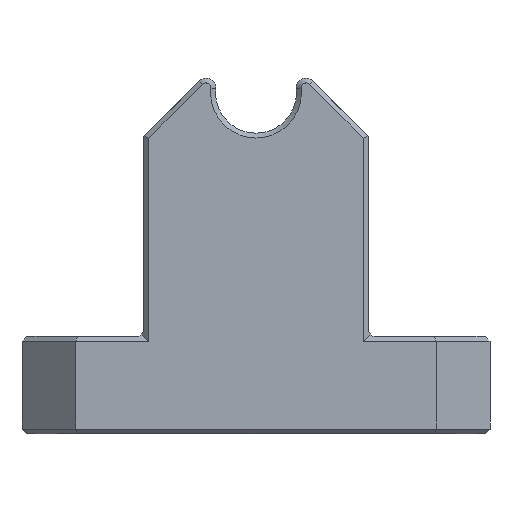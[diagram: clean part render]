
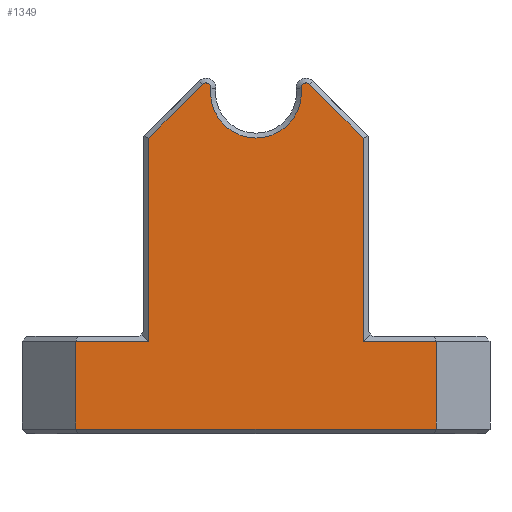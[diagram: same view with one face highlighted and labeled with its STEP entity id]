
A CAD part, front view. The second image highlights one B-rep face of the part: STEP entity #1349.
In plain terms, the highlighted planar face has unit normal (0, -1, 0).
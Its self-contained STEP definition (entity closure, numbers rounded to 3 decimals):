
#87=LINE('',#2008,#235);
#119=LINE('',#2095,#267);
#130=LINE('',#2117,#278);
#137=LINE('',#2132,#285);
#139=LINE('',#2136,#287);
#140=LINE('',#2138,#288);
#141=LINE('',#2139,#289);
#142=LINE('',#2141,#290);
#143=LINE('',#2142,#291);
#235=VECTOR('',#1631,1.);
#267=VECTOR('',#1725,1.);
#278=VECTOR('',#1746,1.);
#285=VECTOR('',#1761,1.);
#287=VECTOR('',#1765,1.);
#288=VECTOR('',#1766,1.);
#289=VECTOR('',#1767,1.);
#290=VECTOR('',#1768,1.);
#291=VECTOR('',#1769,1.);
#362=PLANE('',#1470);
#435=FACE_OUTER_BOUND('',#512,.T.);
#512=EDGE_LOOP('',(#1105,#1106,#1107,#1108,#1109,#1110,#1111,#1112,#1113,
#1114,#1115,#1116));
#559=CIRCLE('',#1452,0.5);
#560=CIRCLE('',#1454,4.65);
#561=CIRCLE('',#1456,0.5);
#615=VERTEX_POINT('',#1999);
#618=VERTEX_POINT('',#2007);
#635=VERTEX_POINT('',#2067);
#636=VERTEX_POINT('',#2069);
#637=VERTEX_POINT('',#2073);
#638=VERTEX_POINT('',#2077);
#642=VERTEX_POINT('',#2093);
#648=VERTEX_POINT('',#2115);
#652=VERTEX_POINT('',#2131);
#653=VERTEX_POINT('',#2135);
#654=VERTEX_POINT('',#2137);
#655=VERTEX_POINT('',#2140);
#750=EDGE_CURVE('',#615,#618,#87,.T.);
#781=EDGE_CURVE('',#635,#636,#559,.T.);
#783=EDGE_CURVE('',#636,#637,#560,.F.);
#785=EDGE_CURVE('',#637,#638,#561,.T.);
#794=EDGE_CURVE('',#618,#642,#119,.T.);
#805=EDGE_CURVE('',#648,#635,#130,.F.);
#812=EDGE_CURVE('',#615,#652,#137,.T.);
#814=EDGE_CURVE('',#653,#652,#139,.F.);
#815=EDGE_CURVE('',#654,#653,#140,.T.);
#816=EDGE_CURVE('',#638,#654,#141,.T.);
#817=EDGE_CURVE('',#655,#648,#142,.F.);
#818=EDGE_CURVE('',#642,#655,#143,.F.);
#1105=ORIENTED_EDGE('',*,*,#814,.F.);
#1106=ORIENTED_EDGE('',*,*,#815,.F.);
#1107=ORIENTED_EDGE('',*,*,#816,.F.);
#1108=ORIENTED_EDGE('',*,*,#785,.F.);
#1109=ORIENTED_EDGE('',*,*,#783,.F.);
#1110=ORIENTED_EDGE('',*,*,#781,.F.);
#1111=ORIENTED_EDGE('',*,*,#805,.F.);
#1112=ORIENTED_EDGE('',*,*,#817,.F.);
#1113=ORIENTED_EDGE('',*,*,#818,.F.);
#1114=ORIENTED_EDGE('',*,*,#794,.F.);
#1115=ORIENTED_EDGE('',*,*,#750,.F.);
#1116=ORIENTED_EDGE('',*,*,#812,.T.);
#1349=ADVANCED_FACE('',(#435),#362,.F.);
#1452=AXIS2_PLACEMENT_3D('',#2070,#1697,#1698);
#1454=AXIS2_PLACEMENT_3D('',#2074,#1702,#1703);
#1456=AXIS2_PLACEMENT_3D('',#2078,#1707,#1708);
#1470=AXIS2_PLACEMENT_3D('',#2134,#1763,#1764);
#1631=DIRECTION('',(-1.,0.,0.));
#1697=DIRECTION('center_axis',(0.,1.,0.));
#1698=DIRECTION('ref_axis',(0.,0.,-1.));
#1702=DIRECTION('center_axis',(0.,1.,0.));
#1703=DIRECTION('ref_axis',(0.,0.,-1.));
#1707=DIRECTION('center_axis',(0.,1.,0.));
#1708=DIRECTION('ref_axis',(0.,0.,-1.));
#1725=DIRECTION('',(0.,0.,1.));
#1746=DIRECTION('',(-0.707,0.,-0.707));
#1761=DIRECTION('',(0.,0.,1.));
#1763=DIRECTION('center_axis',(0.,1.,0.));
#1764=DIRECTION('ref_axis',(-1.,0.,0.));
#1765=DIRECTION('',(-1.,0.,0.));
#1766=DIRECTION('',(0.,0.,-1.));
#1767=DIRECTION('',(0.707,0.,-0.707));
#1768=DIRECTION('',(0.,0.,-1.));
#1769=DIRECTION('',(-1.,0.,0.));
#1999=CARTESIAN_POINT('',(18.5,-10.,-34.5));
#2007=CARTESIAN_POINT('',(-18.5,-10.,-34.5));
#2008=CARTESIAN_POINT('',(0.,-10.,-34.5));
#2067=CARTESIAN_POINT('',(-5.479,-10.,0.854));
#2069=CARTESIAN_POINT('',(-4.628,-10.,0.451));
#2070=CARTESIAN_POINT('Origin',(-5.126,-10.,0.5));
#2073=CARTESIAN_POINT('',(4.628,-10.,0.451));
#2074=CARTESIAN_POINT('Origin',(0.,-10.,0.));
#2077=CARTESIAN_POINT('',(5.479,-10.,0.854));
#2078=CARTESIAN_POINT('Origin',(5.126,-10.,0.5));
#2093=CARTESIAN_POINT('',(-18.5,-10.,-25.5));
#2095=CARTESIAN_POINT('',(-18.5,-10.,-30.));
#2115=CARTESIAN_POINT('',(-11.,-10.,-4.667));
#2117=CARTESIAN_POINT('',(-11.766,-10.,-5.434));
#2131=CARTESIAN_POINT('',(18.5,-10.,-25.5));
#2132=CARTESIAN_POINT('',(18.5,-10.,-30.));
#2134=CARTESIAN_POINT('Origin',(0.,-10.,0.));
#2135=CARTESIAN_POINT('',(11.,-10.,-25.5));
#2136=CARTESIAN_POINT('',(14.75,-10.,-25.5));
#2137=CARTESIAN_POINT('',(11.,-10.,-4.667));
#2138=CARTESIAN_POINT('',(11.,-10.,-15.084));
#2139=CARTESIAN_POINT('',(8.24,-10.,-1.907));
#2140=CARTESIAN_POINT('',(-11.,-10.,-25.5));
#2141=CARTESIAN_POINT('',(-11.,-10.,-15.084));
#2142=CARTESIAN_POINT('',(-14.75,-10.,-25.5));
